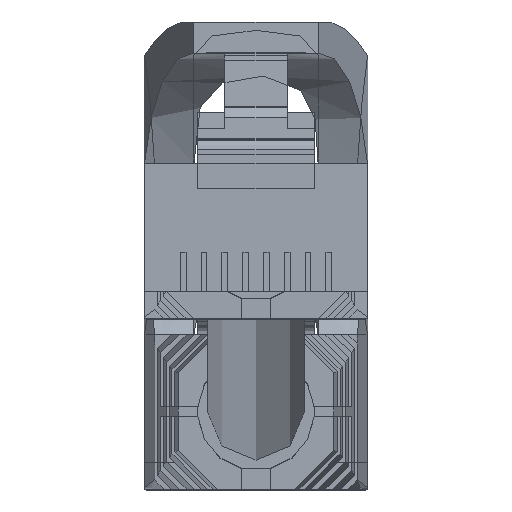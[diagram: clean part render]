
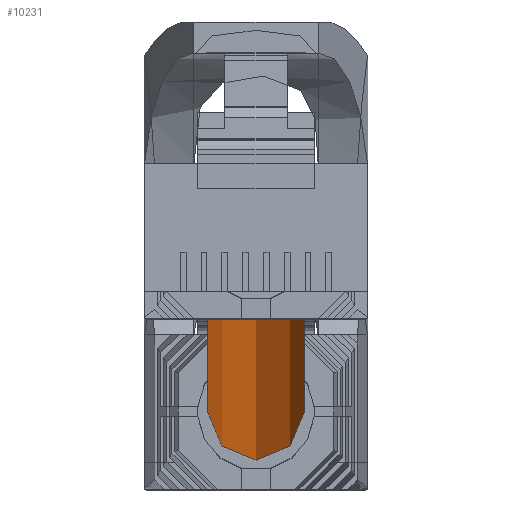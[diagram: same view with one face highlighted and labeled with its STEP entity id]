
A CAD part, top view. The second image highlights one B-rep face of the part: STEP entity #10231.
In plain terms, the highlighted cylindrical face has radius 2.5 mm (diameter 5 mm), a partial arc.
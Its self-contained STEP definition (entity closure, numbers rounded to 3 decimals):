
#2054 = CARTESIAN_POINT ( 'NONE',  ( 0., 0., 2500. ) ) ;
#2300 = AXIS2_PLACEMENT_3D ( 'NONE', #11293, #12262, #8192 ) ;
#2410 = CIRCLE ( 'NONE', #2300, 2.5 ) ;
#2470 = LINE ( 'NONE', #3224, #9116 ) ;
#2540 = AXIS2_PLACEMENT_3D ( 'NONE', #2720, #4661, #3861 ) ;
#2566 = VERTEX_POINT ( 'NONE', #11429 ) ;
#2647 = ORIENTED_EDGE ( 'NONE', *, *, #12083, .F. ) ;
#2702 = VERTEX_POINT ( 'NONE', #5710 ) ;
#2720 = CARTESIAN_POINT ( 'NONE',  ( 0., 0., -2500. ) ) ;
#3167 = VERTEX_POINT ( 'NONE', #4455 ) ;
#3224 = CARTESIAN_POINT ( 'NONE',  ( 2.5, 0., -2500. ) ) ;
#3242 = ORIENTED_EDGE ( 'NONE', *, *, #11023, .F. ) ;
#3861 = DIRECTION ( 'NONE',  ( 1., 0., 0. ) ) ;
#3871 = CYLINDRICAL_SURFACE ( 'NONE', #2540, 2.5 ) ;
#4455 = CARTESIAN_POINT ( 'NONE',  ( -2.5, 0., -2500. ) ) ;
#4661 = DIRECTION ( 'NONE',  ( 0., 0., 1. ) ) ;
#5264 = VERTEX_POINT ( 'NONE', #8521 ) ;
#5710 = CARTESIAN_POINT ( 'NONE',  ( -2.5, 0., 2500. ) ) ;
#5914 = LINE ( 'NONE', #10262, #10492 ) ;
#6156 = ORIENTED_EDGE ( 'NONE', *, *, #9565, .T. ) ;
#6556 = EDGE_CURVE ( 'NONE', #2566, #2702, #8390, .T. ) ;
#7670 = FACE_OUTER_BOUND ( 'NONE', #11096, .T. ) ;
#8146 = DIRECTION ( 'NONE',  ( 0., 0., 1. ) ) ;
#8192 = DIRECTION ( 'NONE',  ( -1., 0., 0. ) ) ;
#8390 = CIRCLE ( 'NONE', #12007, 2.5 ) ;
#8521 = CARTESIAN_POINT ( 'NONE',  ( 2.5, 0., -2500. ) ) ;
#9116 = VECTOR ( 'NONE', #11368, 1000. ) ;
#9565 = EDGE_CURVE ( 'NONE', #5264, #2566, #2470, .T. ) ;
#9987 = DIRECTION ( 'NONE',  ( 0., 0., -1. ) ) ;
#10130 = DIRECTION ( 'NONE',  ( -1., 0., 0. ) ) ;
#10231 = ADVANCED_FACE ( 'NONE', ( #7670 ), #3871, .T. ) ;
#10262 = CARTESIAN_POINT ( 'NONE',  ( -2.5, 0., -2500. ) ) ;
#10492 = VECTOR ( 'NONE', #8146, 1000. ) ;
#11023 = EDGE_CURVE ( 'NONE', #3167, #2702, #5914, .T. ) ;
#11096 = EDGE_LOOP ( 'NONE', ( #3242, #2647, #6156, #11508 ) ) ;
#11293 = CARTESIAN_POINT ( 'NONE',  ( 0., 0., -2500. ) ) ;
#11368 = DIRECTION ( 'NONE',  ( 0., 0., 1. ) ) ;
#11429 = CARTESIAN_POINT ( 'NONE',  ( 2.5, 0., 2500. ) ) ;
#11508 = ORIENTED_EDGE ( 'NONE', *, *, #6556, .T. ) ;
#12007 = AXIS2_PLACEMENT_3D ( 'NONE', #2054, #9987, #10130 ) ;
#12083 = EDGE_CURVE ( 'NONE', #5264, #3167, #2410, .T. ) ;
#12262 = DIRECTION ( 'NONE',  ( 0., 0., -1. ) ) ;
